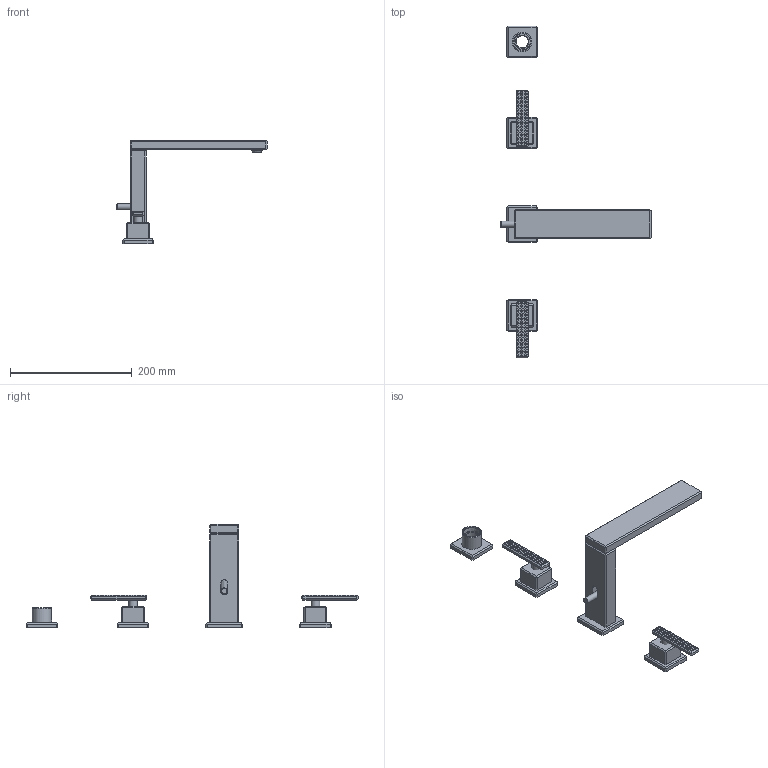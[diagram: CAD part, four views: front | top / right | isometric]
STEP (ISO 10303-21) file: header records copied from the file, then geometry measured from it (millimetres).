
FILE_DESCRIPTION(/* description */ (''),/* implementation_level */ '2;1');
FILE_NAME(/* name */ 'TVT126002000 HALTERUNG FR HANDBRAUSE WIEDER EINFGEN - done.step',/* time_stamp */ '2023-03-08T11:25:21+01:00',/* author */ (''),/* organization */ (''),/* preprocessor_version */ 'ST-DEVELOPER v19.2',/* originating_system */ 'Autodesk Translation Framework v11.17.0.187',/* authorisation */ '');
FILE_SCHEMA (('AUTOMOTIVE_DESIGN { 1 0 10303 214 3 1 1 }'));
Products named in the file (4): (Nicht gespeichert); 80G288293D; 8DZ288293G; 50D2B320
Assembly tree (3 placements, depth 2):
  (Nicht gespeichert)
    80G288293D
    8DZ288293G
    50D2B320
Bounding box: 247 x 545.9 x 170 mm (x, y, z)
Volume: 553417.9 mm3; surface area: 115241 mm2
Topology: 15 solids, 15 shells, 2485 faces, 5299 edges, 2854 vertices
Faces by surface type: plane 2459, cylinder 16, bspline 4, cone 4, torus 2
Full cylindrical faces by diameter (mm): 10 x1, 14.3 x2, 20 x1, 24.5 x1, 26 x1, 26.2 x2, 27 x2, 28.4 x1, 32 x1, 32.2 x1
Entity records: 64956 total; most frequent: CARTESIAN_POINT 12697, ORIENTED_EDGE 10598, DIRECTION 10319, EDGE_CURVE 5299, LINE 5243, VECTOR 5243, VERTEX_POINT 2854, AXIS2_PLACEMENT_3D 2538
